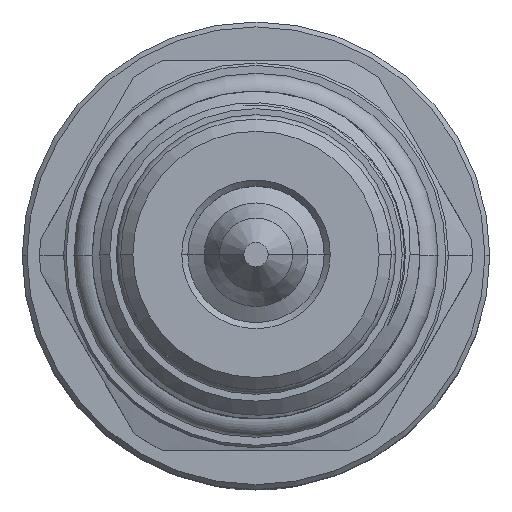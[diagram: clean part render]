
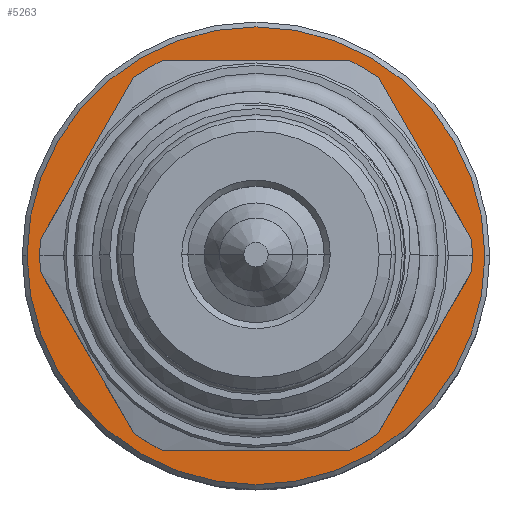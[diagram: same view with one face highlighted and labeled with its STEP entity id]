
A CAD part, top view. The second image highlights one B-rep face of the part: STEP entity #5263.
In plain terms, the highlighted planar face has unit normal (0, 0, 1).
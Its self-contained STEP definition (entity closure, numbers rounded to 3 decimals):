
#4232 = EDGE_LOOP ( 'NONE', ( #10618, #10617 ) ) ;
#4247 = EDGE_LOOP ( 'NONE', ( #10608, #10614 ) ) ;
#4349 = VERTEX_POINT ( 'NONE', #12941 ) ;
#4352 = VERTEX_POINT ( 'NONE', #12946 ) ;
#4386 = VERTEX_POINT ( 'NONE', #7126 ) ;
#5263 = ADVANCED_FACE ( 'NONE', ( #6610, #6614 ), #16598, .F. ) ;
#6610 = FACE_OUTER_BOUND ( 'NONE', #4232, .T. ) ;
#6614 = FACE_BOUND ( 'NONE', #4247, .T. ) ;
#7126 = CARTESIAN_POINT ( 'NONE',  ( -9.5, 0., -64.75 ) ) ;
#7895 = EDGE_CURVE ( 'NONE', #4386, #4352, #12544, .T. ) ;
#8910 = EDGE_CURVE ( 'NONE', #4349, #10829, #12701, .T. ) ;
#8911 = EDGE_CURVE ( 'NONE', #4352, #4386, #12703, .T. ) ;
#10608 = ORIENTED_EDGE ( 'NONE', *, *, #7895, .T. ) ;
#10614 = ORIENTED_EDGE ( 'NONE', *, *, #8911, .T. ) ;
#10617 = ORIENTED_EDGE ( 'NONE', *, *, #8910, .F. ) ;
#10618 = ORIENTED_EDGE ( 'NONE', *, *, #20835, .F. ) ;
#10829 = VERTEX_POINT ( 'NONE', #20355 ) ;
#11930 = CARTESIAN_POINT ( 'NONE',  ( 0., 0., -64.75 ) ) ;
#11931 = DIRECTION ( 'NONE',  ( 0., 0., -1. ) ) ;
#11932 = DIRECTION ( 'NONE',  ( -1., 0., 0. ) ) ;
#12544 = CIRCLE ( 'NONE', #15255, 9.5 ) ;
#12701 = CIRCLE ( 'NONE', #15285, 18.8 ) ;
#12703 = CIRCLE ( 'NONE', #15286, 9.5 ) ;
#12739 = CIRCLE ( 'NONE', #15295, 18.8 ) ;
#12941 = CARTESIAN_POINT ( 'NONE',  ( 18.8, 0., -64.75 ) ) ;
#12946 = CARTESIAN_POINT ( 'NONE',  ( 9.5, 0., -64.75 ) ) ;
#15255 = AXIS2_PLACEMENT_3D ( 'NONE', #11930, #11931, #11932 ) ;
#15285 = AXIS2_PLACEMENT_3D ( 'NONE', #19972, #19973, #19974 ) ;
#15286 = AXIS2_PLACEMENT_3D ( 'NONE', #19976, #19977, #19978 ) ;
#15295 = AXIS2_PLACEMENT_3D ( 'NONE', #18424, #18425, #18426 ) ;
#16595 = CARTESIAN_POINT ( 'NONE',  ( 0., 18.8, -64.75 ) ) ;
#16598 = PLANE ( 'NONE',  #17392 ) ;
#16600 = DIRECTION ( 'NONE',  ( 0., 0., -1. ) ) ;
#16601 = DIRECTION ( 'NONE',  ( -1., 0., 0. ) ) ;
#17392 = AXIS2_PLACEMENT_3D ( 'NONE', #16595, #16600, #16601 ) ;
#18424 = CARTESIAN_POINT ( 'NONE',  ( 0., 0., -64.75 ) ) ;
#18425 = DIRECTION ( 'NONE',  ( 0., 0., -1. ) ) ;
#18426 = DIRECTION ( 'NONE',  ( -1., 0., 0. ) ) ;
#19972 = CARTESIAN_POINT ( 'NONE',  ( 0., 0., -64.75 ) ) ;
#19973 = DIRECTION ( 'NONE',  ( 0., 0., -1. ) ) ;
#19974 = DIRECTION ( 'NONE',  ( -1., 0., 0. ) ) ;
#19976 = CARTESIAN_POINT ( 'NONE',  ( 0., 0., -64.75 ) ) ;
#19977 = DIRECTION ( 'NONE',  ( 0., 0., -1. ) ) ;
#19978 = DIRECTION ( 'NONE',  ( -1., 0., 0. ) ) ;
#20355 = CARTESIAN_POINT ( 'NONE',  ( -18.8, 0., -64.75 ) ) ;
#20835 = EDGE_CURVE ( 'NONE', #10829, #4349, #12739, .T. ) ;
